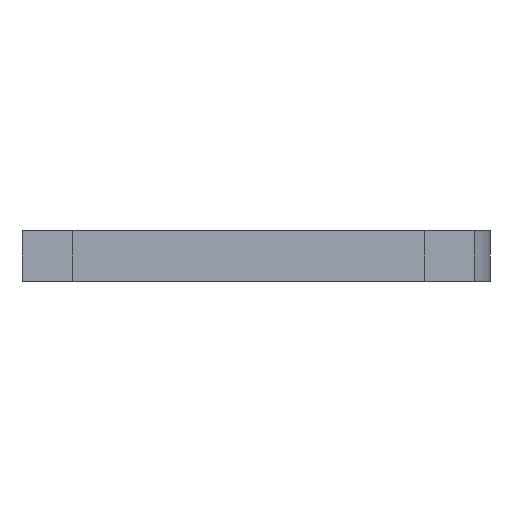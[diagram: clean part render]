
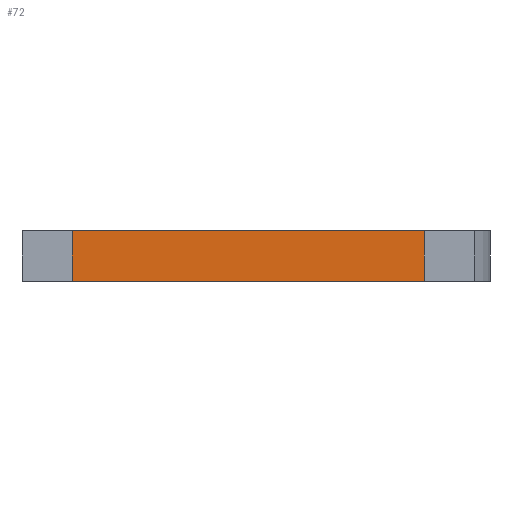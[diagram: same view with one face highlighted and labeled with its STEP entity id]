
A CAD part, front view. The second image highlights one B-rep face of the part: STEP entity #72.
In plain terms, the highlighted planar face has unit normal (0, -1, 0).
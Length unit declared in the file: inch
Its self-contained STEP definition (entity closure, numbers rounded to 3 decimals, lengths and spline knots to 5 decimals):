
#6 = ORIENTED_EDGE ( 'NONE', *, *, #657, .T. ) ;
#8 = VECTOR ( 'NONE', #857, 39.37008 ) ;
#72 = ADVANCED_FACE ( 'NONE', ( #912 ), #895, .F. ) ;
#92 = VECTOR ( 'NONE', #155, 39.37008 ) ;
#138 = VERTEX_POINT ( 'NONE', #736 ) ;
#155 = DIRECTION ( 'NONE',  ( 1., 0., 0. ) ) ;
#163 = DIRECTION ( 'NONE',  ( 0., 0., -1. ) ) ;
#186 = VERTEX_POINT ( 'NONE', #805 ) ;
#226 = ORIENTED_EDGE ( 'NONE', *, *, #627, .F. ) ;
#334 = CARTESIAN_POINT ( 'NONE',  ( 0.62992, 0., 0.09 ) ) ;
#344 = LINE ( 'NONE', #951, #8 ) ;
#357 = VERTEX_POINT ( 'NONE', #525 ) ;
#418 = DIRECTION ( 'NONE',  ( 0., 0., -1. ) ) ;
#423 = CARTESIAN_POINT ( 'NONE',  ( 0., 0., 0.09 ) ) ;
#439 = DIRECTION ( 'NONE',  ( 0., 1., 0. ) ) ;
#456 = LINE ( 'NONE', #423, #92 ) ;
#525 = CARTESIAN_POINT ( 'NONE',  ( 0.62992, 0., 0.09 ) ) ;
#578 = LINE ( 'NONE', #334, #891 ) ;
#581 = CARTESIAN_POINT ( 'NONE',  ( 0.62992, 0., 0. ) ) ;
#627 = EDGE_CURVE ( 'NONE', #186, #357, #456, .T. ) ;
#644 = DIRECTION ( 'NONE',  ( 0., 0., 1. ) ) ;
#651 = VECTOR ( 'NONE', #163, 39.37008 ) ;
#657 = EDGE_CURVE ( 'NONE', #138, #692, #344, .T. ) ;
#692 = VERTEX_POINT ( 'NONE', #581 ) ;
#713 = EDGE_CURVE ( 'NONE', #357, #692, #578, .T. ) ;
#731 = CARTESIAN_POINT ( 'NONE',  ( 0., 0., 0.09 ) ) ;
#736 = CARTESIAN_POINT ( 'NONE',  ( 0., 0., 0. ) ) ;
#785 = EDGE_CURVE ( 'NONE', #186, #138, #896, .T. ) ;
#805 = CARTESIAN_POINT ( 'NONE',  ( 0., 0., 0.09 ) ) ;
#807 = ORIENTED_EDGE ( 'NONE', *, *, #785, .T. ) ;
#852 = EDGE_LOOP ( 'NONE', ( #6, #944, #226, #807 ) ) ;
#857 = DIRECTION ( 'NONE',  ( 1., 0., 0. ) ) ;
#869 = AXIS2_PLACEMENT_3D ( 'NONE', #969, #439, #644 ) ;
#891 = VECTOR ( 'NONE', #418, 39.37008 ) ;
#895 = PLANE ( 'NONE',  #869 ) ;
#896 = LINE ( 'NONE', #731, #651 ) ;
#912 = FACE_OUTER_BOUND ( 'NONE', #852, .T. ) ;
#944 = ORIENTED_EDGE ( 'NONE', *, *, #713, .F. ) ;
#951 = CARTESIAN_POINT ( 'NONE',  ( 0., 0., 0. ) ) ;
#969 = CARTESIAN_POINT ( 'NONE',  ( 0., 0., 0.09 ) ) ;
